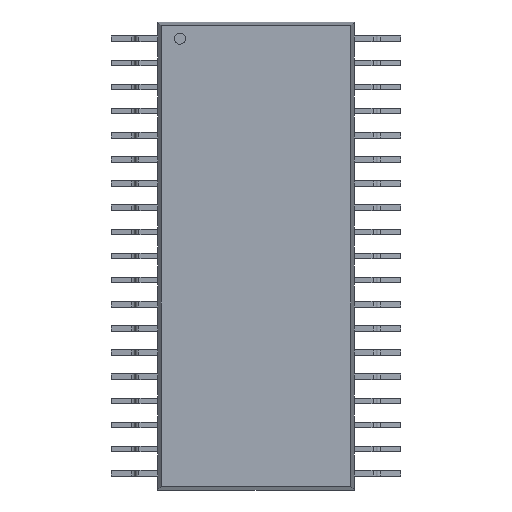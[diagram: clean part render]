
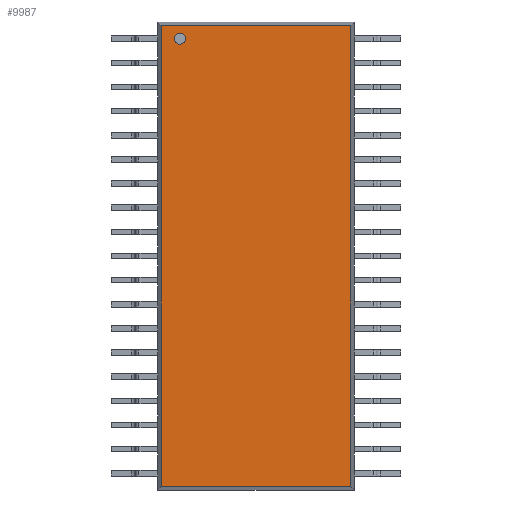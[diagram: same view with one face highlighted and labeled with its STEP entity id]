
A CAD part, top view. The second image highlights one B-rep face of the part: STEP entity #9987.
In plain terms, the highlighted planar face has unit normal (0, 0, 1).
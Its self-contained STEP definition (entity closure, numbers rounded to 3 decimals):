
#1136=LINE('',#16062,#2266);
#1138=LINE('',#16066,#2268);
#1139=LINE('',#16068,#2269);
#1140=LINE('',#16069,#2270);
#2266=VECTOR('',#13334,10.);
#2268=VECTOR('',#13338,10.);
#2269=VECTOR('',#13339,10.);
#2270=VECTOR('',#13340,10.);
#2275=FACE_BOUND('',#3408,.T.);
#2896=FACE_OUTER_BOUND('',#3407,.T.);
#3407=EDGE_LOOP('',(#8480,#8481,#8482,#8483));
#3408=EDGE_LOOP('',(#8484));
#3414=CIRCLE('',#10003,0.15);
#3644=VERTEX_POINT('',#13357);
#4493=VERTEX_POINT('',#16059);
#4494=VERTEX_POINT('',#16061);
#4495=VERTEX_POINT('',#16065);
#4496=VERTEX_POINT('',#16067);
#4498=EDGE_CURVE('',#3644,#3644,#3414,.T.);
#5849=EDGE_CURVE('',#4493,#4494,#1136,.T.);
#5851=EDGE_CURVE('',#4495,#4493,#1138,.T.);
#5852=EDGE_CURVE('',#4496,#4495,#1139,.T.);
#5853=EDGE_CURVE('',#4494,#4496,#1140,.T.);
#8480=ORIENTED_EDGE('',*,*,#5849,.F.);
#8481=ORIENTED_EDGE('',*,*,#5851,.F.);
#8482=ORIENTED_EDGE('',*,*,#5852,.F.);
#8483=ORIENTED_EDGE('',*,*,#5853,.F.);
#8484=ORIENTED_EDGE('',*,*,#4498,.T.);
#8967=PLANE('',#10735);
#9987=ADVANCED_FACE('',(#2896,#2275),#8967,.T.);
#10003=AXIS2_PLACEMENT_3D('',#13358,#10748,#10749);
#10735=AXIS2_PLACEMENT_3D('',#16064,#13336,#13337);
#10748=DIRECTION('center_axis',(0.,0.,-1.));
#10749=DIRECTION('ref_axis',(-1.,0.,0.));
#13334=DIRECTION('',(-1.,0.,0.));
#13336=DIRECTION('center_axis',(0.,0.,1.));
#13337=DIRECTION('ref_axis',(1.,0.,0.));
#13338=DIRECTION('',(0.,-1.,0.));
#13339=DIRECTION('',(1.,0.,0.));
#13340=DIRECTION('',(0.,1.,0.));
#13357=CARTESIAN_POINT('',(-1.9,5.85,1.8));
#13358=CARTESIAN_POINT('Origin',(-2.05,5.85,1.8));
#16059=CARTESIAN_POINT('',(2.55,-6.2,1.8));
#16061=CARTESIAN_POINT('',(-2.55,-6.2,1.8));
#16062=CARTESIAN_POINT('',(-0.662,-6.2,1.8));
#16064=CARTESIAN_POINT('Origin',(1.325,3.15,1.8));
#16065=CARTESIAN_POINT('',(2.55,6.2,1.8));
#16066=CARTESIAN_POINT('',(2.55,1.575,1.8));
#16067=CARTESIAN_POINT('',(-2.55,6.2,1.8));
#16068=CARTESIAN_POINT('',(1.988,6.2,1.8));
#16069=CARTESIAN_POINT('',(-2.55,4.725,1.8));
